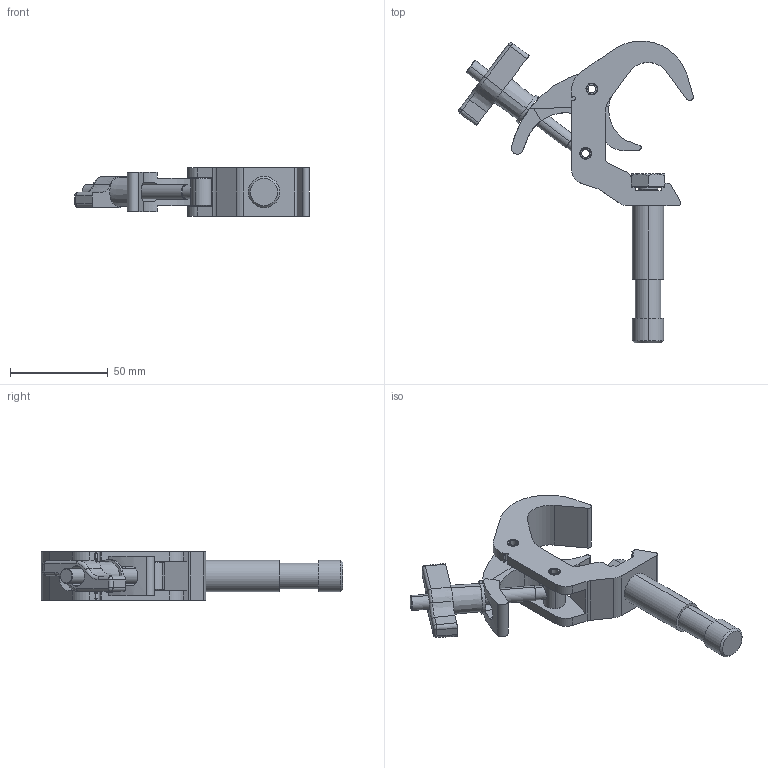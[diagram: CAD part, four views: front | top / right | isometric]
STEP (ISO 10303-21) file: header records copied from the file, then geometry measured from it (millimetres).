
FILE_DESCRIPTION (( 'STEP AP203' ), '1' );
FILE_NAME ('T58155 & T58156.STEP', '2018-08-08T15:22:28', ( '' ), ( '' ), 'SwSTEP 2.0', 'SolidWorks 2016', '' );
FILE_SCHEMA (( 'CONFIG_CONTROL_DESIGN' ));
Length unit declared in the file: millimetre
Products named in the file (13): TH2044_Extrusion; Doughty Knob_S3235; S3137; A Washer_Bright washer BS 4320 - M8 (Form A); TH2160_TH2160; TH2161_TH2161; TH721; TH2043_Extrusion; TH2162; S3138_S3138; T58155 & T58156; T73390; Hex Screw GradeC_Doughty Fastners_ISO 4018 - M10 x 25-WS
Assembly tree (12 placements, depth 3):
  TH721
  T58155 & T58156
    TH2160_TH2160
      TH2043_Extrusion
    TH2161_TH2161
      TH2044_Extrusion
    S3137  x2
    S3138_S3138
    T73390
    Hex Screw GradeC_Doughty Fastners_ISO 4018 - M10 x 25-WS
    TH2162
    A Washer_Bright washer BS 4320 - M8 (Form A)
    Doughty Knob_S3235
Bounding box: 119.86 x 154.21 x 25 mm (x, y, z)
Volume: 72162.4 mm3; surface area: 34258.4 mm2
Topology: 10 solids, 10 shells, 385 faces, 995 edges, 627 vertices
Faces by surface type: cylinder 149, cone 110, plane 96, bspline 16, torus 14
Entity records: 14863 total; most frequent: CARTESIAN_POINT 4190, DIRECTION 2109, ORIENTED_EDGE 1910, EDGE_CURVE 955, AXIS2_PLACEMENT_3D 840, VERTEX_POINT 603, CIRCLE 470, LINE 429
